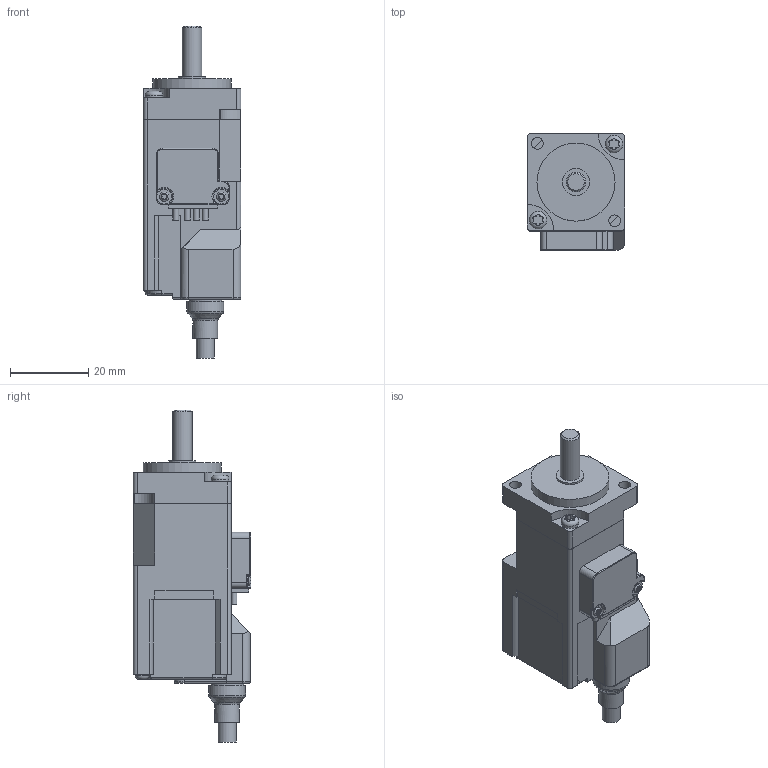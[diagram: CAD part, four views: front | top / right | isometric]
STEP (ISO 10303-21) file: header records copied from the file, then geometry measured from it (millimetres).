
FILE_DESCRIPTION(('STEP AP214'), '1');
FILE_NAME('HG-AK0136_B', '2023-02-21T11:24:03', (' '), (''), 'ASCON STEP Converter 1.3', 'ASCON Math Kernel', '');
FILE_SCHEMA(('AUTOMOTIVE_DESIGN { 1 0 10303 214 3 1 1}'));
Length unit declared in the file: millimetre
Bounding box: 25 x 30 x 85 mm (x, y, z)
Volume: 34972.5 mm3; surface area: 8057.9 mm2
Topology: 1 solids, 1 shells, 313 faces, 826 edges, 528 vertices
Faces by surface type: cylinder 150, plane 136, torus 21, sphere 4, cone 2
Full cylindrical faces by diameter (mm): 1.5 x4, 2.4 x2, 3 x2, 3.5 x2, 3.8 x2, 4.5 x2, 4.6 x1, 5 x1, 6.3 x1, 7 x1, 8.4 x1, 9.4 x1, 20 x1
Entity records: 12972 total; most frequent: CARTESIAN_POINT 2717, DIRECTION 1649, ORIENTED_EDGE 1582, EDGE_CURVE 791, AXIS2_PLACEMENT_3D 632, VERTEX_POINT 528, LINE 385, VECTOR 385
